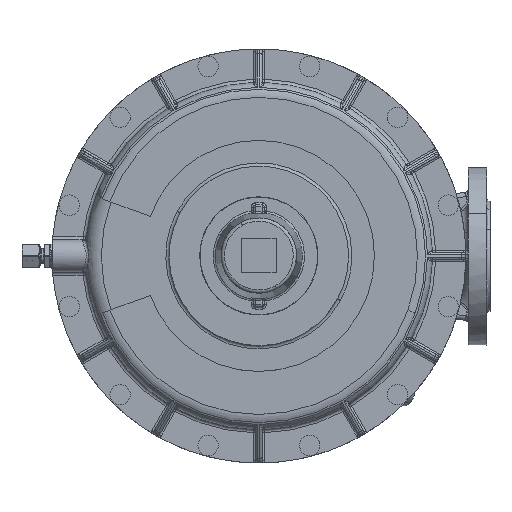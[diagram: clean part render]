
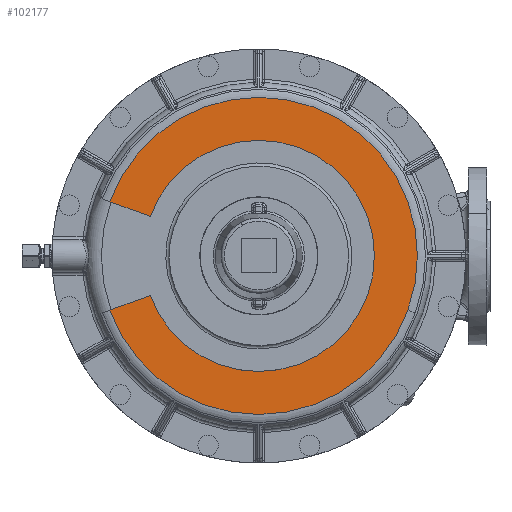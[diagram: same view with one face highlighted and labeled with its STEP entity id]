
A CAD part, top view. The second image highlights one B-rep face of the part: STEP entity #102177.
In plain terms, the highlighted planar face has unit normal (0, 0, 1).
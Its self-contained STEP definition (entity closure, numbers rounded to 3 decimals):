
#94704=VECTOR('Line Direction',#94703,1.) ;
#96973=VECTOR('Line Direction',#96972,1.) ;
#94703=DIRECTION('Vector Direction',(0.94,0.342,0.)) ;
#94729=DIRECTION('Axis2P3D Direction',(0.,0.,-1.)) ;
#94760=DIRECTION('Axis2P3D Direction',(0.,0.,-1.)) ;
#96972=DIRECTION('Vector Direction',(0.94,-0.342,0.)) ;
#102141=DIRECTION('Axis2P3D Direction',(0.,0.,-1.)) ;
#102160=DIRECTION('Axis2P3D Direction',(0.,0.,-1.)) ;
#102161=DIRECTION('Axis2P3D XDirection',(1.,0.,0.)) ;
#102165=DIRECTION('Axis2P3D Direction',(0.,0.,-1.)) ;
#94699=CARTESIAN_POINT('Vertex',(-138.605,-50.448,217.)) ;
#94702=CARTESIAN_POINT('Line Origine',(-119.811,-43.608,217.)) ;
#94706=CARTESIAN_POINT('Vertex',(-101.017,-36.767,217.)) ;
#94728=CARTESIAN_POINT('Axis2P3D Location',(0.,0.,217.)) ;
#94732=CARTESIAN_POINT('Vertex',(138.605,-50.448,217.)) ;
#94756=CARTESIAN_POINT('Vertex',(-138.605,50.448,217.)) ;
#94759=CARTESIAN_POINT('Axis2P3D Location',(0.,0.,217.)) ;
#96966=CARTESIAN_POINT('Vertex',(-101.017,36.767,217.)) ;
#96971=CARTESIAN_POINT('Line Origine',(-119.811,43.608,217.)) ;
#102140=CARTESIAN_POINT('Axis2P3D Location',(0.,0.,217.)) ;
#102144=CARTESIAN_POINT('Vertex',(101.017,-36.767,217.)) ;
#102159=CARTESIAN_POINT('Axis2P3D Location',(147.5,0.,217.)) ;
#102164=CARTESIAN_POINT('Axis2P3D Location',(0.,0.,217.)) ;
#94730=AXIS2_PLACEMENT_3D('Circle Axis2P3D',#94728,#94729,$) ;
#94761=AXIS2_PLACEMENT_3D('Circle Axis2P3D',#94759,#94760,$) ;
#102142=AXIS2_PLACEMENT_3D('Circle Axis2P3D',#102140,#102141,$) ;
#102162=AXIS2_PLACEMENT_3D('Plane Axis2P3D',#102159,#102160,#102161) ;
#102166=AXIS2_PLACEMENT_3D('Circle Axis2P3D',#102164,#102165,$) ;
#94708=EDGE_CURVE('',#94700,#94707,#94705,.T.) ;
#94734=EDGE_CURVE('',#94733,#94700,#94731,.T.) ;
#94763=EDGE_CURVE('',#94757,#94733,#94762,.T.) ;
#96975=EDGE_CURVE('',#94757,#96967,#96974,.T.) ;
#102146=EDGE_CURVE('',#102145,#94707,#102143,.T.) ;
#102168=EDGE_CURVE('',#96967,#102145,#102167,.T.) ;
#102163=PLANE('Plane',#102162) ;
#102170=ORIENTED_EDGE('',*,*,#94734,.F.) ;
#102171=ORIENTED_EDGE('',*,*,#94763,.F.) ;
#102172=ORIENTED_EDGE('',*,*,#96975,.T.) ;
#102173=ORIENTED_EDGE('',*,*,#102168,.T.) ;
#102174=ORIENTED_EDGE('',*,*,#102146,.T.) ;
#102175=ORIENTED_EDGE('',*,*,#94708,.F.) ;
#94705=LINE('Line',#94702,#94704) ;
#96974=LINE('Line',#96971,#96973) ;
#102177=ADVANCED_FACE('Brep With Voids',(#102176),#102163,.F.) ;
#94731=CIRCLE('generated circle',#94730,147.5) ;
#94762=CIRCLE('generated circle',#94761,147.5) ;
#102143=CIRCLE('generated circle',#102142,107.5) ;
#102167=CIRCLE('generated circle',#102166,107.5) ;
#94700=VERTEX_POINT('',#94699) ;
#94707=VERTEX_POINT('',#94706) ;
#94733=VERTEX_POINT('',#94732) ;
#94757=VERTEX_POINT('',#94756) ;
#96967=VERTEX_POINT('',#96966) ;
#102145=VERTEX_POINT('',#102144) ;
#102169=EDGE_LOOP('',(#102170,#102171,#102172,#102173,#102174,#102175)) ;
#102176=FACE_OUTER_BOUND('',#102169,.T.) ;
